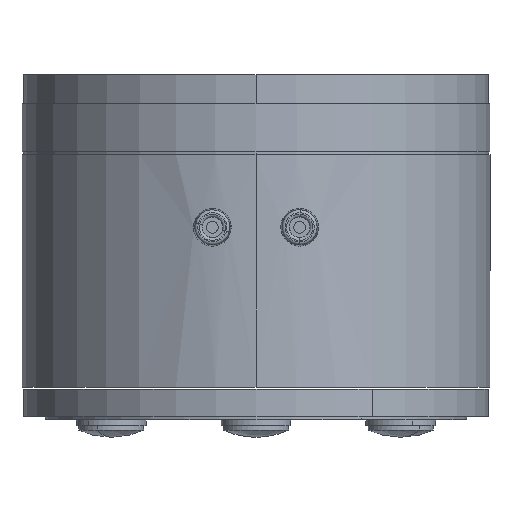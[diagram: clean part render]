
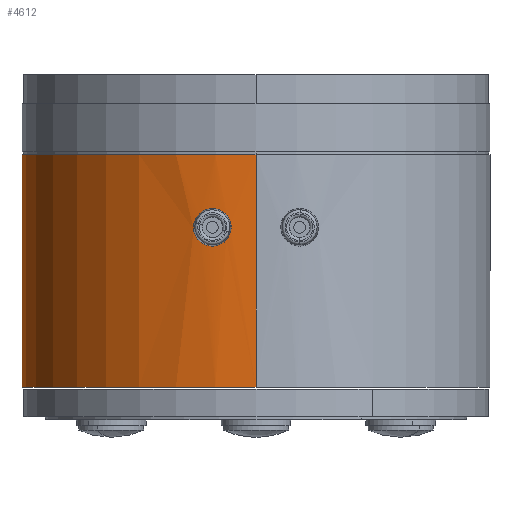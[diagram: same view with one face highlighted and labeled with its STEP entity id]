
A CAD part, front view. The second image highlights one B-rep face of the part: STEP entity #4612.
In plain terms, the highlighted cylindrical face has radius 16.1 mm (diameter 32.2 mm), a partial arc.
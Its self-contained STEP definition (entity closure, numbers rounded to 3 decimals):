
#51 = VERTEX_POINT ( 'NONE', #1156 ) ;
#56 = CARTESIAN_POINT ( 'NONE',  ( -4.255, -15.528, -10.164 ) ) ;
#268 = ORIENTED_EDGE ( 'NONE', *, *, #3297, .T. ) ;
#286 = EDGE_LOOP ( 'NONE', ( #2840, #458, #268, #4956 ) ) ;
#289 = EDGE_CURVE ( 'NONE', #2817, #3124, #2374, .T. ) ;
#317 = CARTESIAN_POINT ( 'NONE',  ( -4.265, -15.525, -10.841 ) ) ;
#348 = AXIS2_PLACEMENT_3D ( 'NONE', #4506, #4638, #2340 ) ;
#349 = AXIS2_PLACEMENT_3D ( 'NONE', #3593, #4517, #1342 ) ;
#351 = CARTESIAN_POINT ( 'NONE',  ( -2.518, -15.903, -9.292 ) ) ;
#458 = ORIENTED_EDGE ( 'NONE', *, *, #4461, .F. ) ;
#667 = CARTESIAN_POINT ( 'NONE',  ( 0., 0., -5.5 ) ) ;
#697 = CARTESIAN_POINT ( 'NONE',  ( -3.181, -15.784, -11.791 ) ) ;
#707 = VECTOR ( 'NONE', #5533, 1000. ) ;
#728 = CIRCLE ( 'NONE', #348, 16.1 ) ;
#737 = VERTEX_POINT ( 'NONE', #4962 ) ;
#759 = CARTESIAN_POINT ( 'NONE',  ( -1.93, -15.984, -11.222 ) ) ;
#763 = EDGE_LOOP ( 'NONE', ( #3845, #4366 ) ) ;
#872 = EDGE_CURVE ( 'NONE', #4109, #4694, #995, .T. ) ;
#881 = CARTESIAN_POINT ( 'NONE',  ( -3.265, -15.766, -9.231 ) ) ;
#950 = CARTESIAN_POINT ( 'NONE',  ( -4.134, -15.561, -9.845 ) ) ;
#995 = LINE ( 'NONE', #4658, #1515 ) ;
#1156 = CARTESIAN_POINT ( 'NONE',  ( 0., -16.1, -21.5 ) ) ;
#1221 = CARTESIAN_POINT ( 'NONE',  ( -3.657, -15.68, -11.629 ) ) ;
#1253 = CARTESIAN_POINT ( 'NONE',  ( -2.098, -15.963, -9.576 ) ) ;
#1336 = CARTESIAN_POINT ( 'NONE',  ( -2.16, -15.955, -9.519 ) ) ;
#1342 = DIRECTION ( 'NONE',  ( 0., -1., 0. ) ) ;
#1405 = EDGE_CURVE ( 'NONE', #4694, #737, #5503, .T. ) ;
#1515 = VECTOR ( 'NONE', #4175, 1000. ) ;
#1571 = CARTESIAN_POINT ( 'NONE',  ( -1.756, -16.004, -10.833 ) ) ;
#1602 = CARTESIAN_POINT ( 'NONE',  ( -1.809, -15.998, -10.997 ) ) ;
#1698 = CARTESIAN_POINT ( 'NONE',  ( -3.581, -15.697, -9.339 ) ) ;
#1714 = CARTESIAN_POINT ( 'NONE',  ( 0., 16.1, -5.5 ) ) ;
#1726 = CARTESIAN_POINT ( 'NONE',  ( -4.21, -15.54, -9.998 ) ) ;
#1764 = CARTESIAN_POINT ( 'NONE',  ( -3.503, -15.714, -9.304 ) ) ;
#1943 = FACE_OUTER_BOUND ( 'NONE', #286, .T. ) ;
#2178 = CARTESIAN_POINT ( 'NONE',  ( -3.923, -15.615, -11.427 ) ) ;
#2213 = CARTESIAN_POINT ( 'NONE',  ( -2.846, -15.847, -9.207 ) ) ;
#2246 = CARTESIAN_POINT ( 'NONE',  ( -3.798, -15.646, -9.465 ) ) ;
#2340 = DIRECTION ( 'NONE',  ( 0., 1., 0. ) ) ;
#2374 = B_SPLINE_CURVE_WITH_KNOTS ( 'NONE', 3,
 ( #3211, #1726, #950, #5811, #2246, #1698, #1764, #4421, #881, #3529, #2213, #351, #2695, #1336, #1253, #3586, #5420, #5362, #2726, #5391, #3091, #4964 ),
 .UNSPECIFIED., .F., .F.,
 ( 4, 2, 2, 2, 2, 2, 2, 2, 2, 2, 4 ),
 ( 0.007, 0.008, 0.008, 0.009, 0.009, 0.009, 0.01, 0.01, 0.011, 0.011, 0.012 ),
 .UNSPECIFIED. ) ;
#2482 = B_SPLINE_CURVE_WITH_KNOTS ( 'NONE', 3,
 ( #4843, #5327, #1602, #2996, #759, #3889, #4444, #3115, #2575, #5744, #697, #3546, #1221, #2178, #4892, #4383, #317, #5714, #5805, #3056, #4870, #3992 ),
 .UNSPECIFIED., .F., .F.,
 ( 4, 2, 2, 2, 2, 2, 2, 2, 2, 2, 4 ),
 ( 0.003, 0.004, 0.004, 0.004, 0.005, 0.005, 0.006, 0.006, 0.007, 0.007, 0.007 ),
 .UNSPECIFIED. ) ;
#2575 = CARTESIAN_POINT ( 'NONE',  ( -2.676, -15.877, -11.76 ) ) ;
#2695 = CARTESIAN_POINT ( 'NONE',  ( -2.364, -15.926, -9.366 ) ) ;
#2726 = CARTESIAN_POINT ( 'NONE',  ( -1.747, -16.005, -10.158 ) ) ;
#2802 = LINE ( 'NONE', #4532, #707 ) ;
#2817 = VERTEX_POINT ( 'NONE', #56 ) ;
#2840 = ORIENTED_EDGE ( 'NONE', *, *, #872, .F. ) ;
#2903 = CYLINDRICAL_SURFACE ( 'NONE', #4825, 16.1 ) ;
#2996 = CARTESIAN_POINT ( 'NONE',  ( -1.885, -15.989, -11.15 ) ) ;
#3056 = CARTESIAN_POINT ( 'NONE',  ( -4.291, -15.518, -10.331 ) ) ;
#3091 = CARTESIAN_POINT ( 'NONE',  ( -1.713, -16.009, -10.669 ) ) ;
#3115 = CARTESIAN_POINT ( 'NONE',  ( -2.514, -15.903, -11.707 ) ) ;
#3124 = VERTEX_POINT ( 'NONE', #1571 ) ;
#3211 = CARTESIAN_POINT ( 'NONE',  ( -4.255, -15.528, -10.164 ) ) ;
#3297 = EDGE_CURVE ( 'NONE', #51, #737, #2802, .T. ) ;
#3529 = CARTESIAN_POINT ( 'NONE',  ( -3.015, -15.816, -9.197 ) ) ;
#3546 = CARTESIAN_POINT ( 'NONE',  ( -3.503, -15.715, -11.704 ) ) ;
#3586 = CARTESIAN_POINT ( 'NONE',  ( -1.985, -15.977, -9.703 ) ) ;
#3593 = CARTESIAN_POINT ( 'NONE',  ( 0., 0., -5.5 ) ) ;
#3759 = FACE_BOUND ( 'NONE', #763, .T. ) ;
#3845 = ORIENTED_EDGE ( 'NONE', *, *, #4686, .T. ) ;
#3889 = CARTESIAN_POINT ( 'NONE',  ( -2.086, -15.965, -11.424 ) ) ;
#3992 = CARTESIAN_POINT ( 'NONE',  ( -4.255, -15.528, -10.164 ) ) ;
#4109 = VERTEX_POINT ( 'NONE', #5096 ) ;
#4175 = DIRECTION ( 'NONE',  ( 0., 0., 1. ) ) ;
#4366 = ORIENTED_EDGE ( 'NONE', *, *, #289, .T. ) ;
#4383 = CARTESIAN_POINT ( 'NONE',  ( -4.208, -15.541, -11.006 ) ) ;
#4408 = DIRECTION ( 'NONE',  ( 0., -1., 0. ) ) ;
#4421 = CARTESIAN_POINT ( 'NONE',  ( -3.346, -15.749, -9.25 ) ) ;
#4444 = CARTESIAN_POINT ( 'NONE',  ( -2.216, -15.947, -11.537 ) ) ;
#4461 = EDGE_CURVE ( 'NONE', #51, #4109, #728, .T. ) ;
#4506 = CARTESIAN_POINT ( 'NONE',  ( 0., 0., -21.5 ) ) ;
#4517 = DIRECTION ( 'NONE',  ( 0., 0., 1. ) ) ;
#4532 = CARTESIAN_POINT ( 'NONE',  ( 0., -16.1, -5.5 ) ) ;
#4612 = ADVANCED_FACE ( 'NONE', ( #1943, #3759 ), #2903, .T. ) ;
#4638 = DIRECTION ( 'NONE',  ( 0., 0., -1. ) ) ;
#4658 = CARTESIAN_POINT ( 'NONE',  ( 0., 16.1, -5.5 ) ) ;
#4686 = EDGE_CURVE ( 'NONE', #3124, #2817, #2482, .T. ) ;
#4694 = VERTEX_POINT ( 'NONE', #1714 ) ;
#4825 = AXIS2_PLACEMENT_3D ( 'NONE', #667, #5628, #4408 ) ;
#4843 = CARTESIAN_POINT ( 'NONE',  ( -1.756, -16.004, -10.833 ) ) ;
#4870 = CARTESIAN_POINT ( 'NONE',  ( -4.277, -15.521, -10.247 ) ) ;
#4892 = CARTESIAN_POINT ( 'NONE',  ( -4.038, -15.586, -11.297 ) ) ;
#4956 = ORIENTED_EDGE ( 'NONE', *, *, #1405, .F. ) ;
#4962 = CARTESIAN_POINT ( 'NONE',  ( 0., -16.1, -5.5 ) ) ;
#4964 = CARTESIAN_POINT ( 'NONE',  ( -1.756, -16.004, -10.833 ) ) ;
#5096 = CARTESIAN_POINT ( 'NONE',  ( 0., 16.1, -21.5 ) ) ;
#5327 = CARTESIAN_POINT ( 'NONE',  ( -1.778, -16.001, -10.915 ) ) ;
#5362 = CARTESIAN_POINT ( 'NONE',  ( -1.805, -15.999, -9.992 ) ) ;
#5391 = CARTESIAN_POINT ( 'NONE',  ( -1.702, -16.01, -10.494 ) ) ;
#5420 = CARTESIAN_POINT ( 'NONE',  ( -1.934, -15.984, -9.773 ) ) ;
#5503 = CIRCLE ( 'NONE', #349, 16.1 ) ;
#5533 = DIRECTION ( 'NONE',  ( 0., 0., 1. ) ) ;
#5628 = DIRECTION ( 'NONE',  ( 0., 0., 1. ) ) ;
#5714 = CARTESIAN_POINT ( 'NONE',  ( -4.299, -15.515, -10.588 ) ) ;
#5744 = CARTESIAN_POINT ( 'NONE',  ( -3.01, -15.817, -11.803 ) ) ;
#5805 = CARTESIAN_POINT ( 'NONE',  ( -4.302, -15.514, -10.501 ) ) ;
#5811 = CARTESIAN_POINT ( 'NONE',  ( -3.927, -15.614, -9.577 ) ) ;
